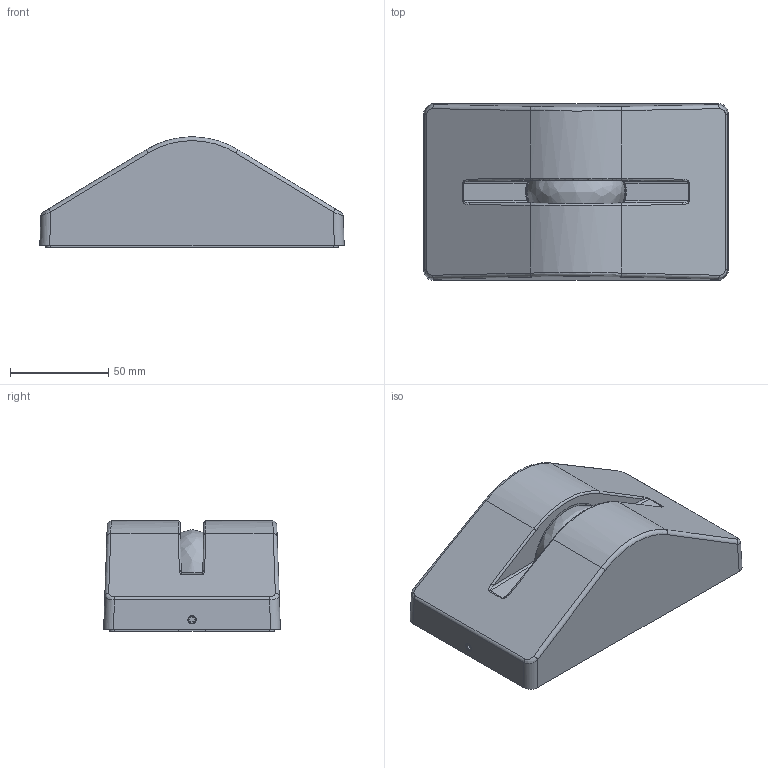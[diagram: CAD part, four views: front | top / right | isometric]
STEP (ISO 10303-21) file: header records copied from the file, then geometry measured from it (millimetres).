
FILE_DESCRIPTION(/* description */ (''),/* implementation_level */ '2;1');
FILE_NAME(/* name */ '',/* time_stamp */ '2023-03-24T08:16:21+08:00',/* author */ (''),/* organization */ (''),/* preprocessor_version */ 'ST-DEVELOPER v14',/* originating_system */ 'SIEMENS PLM Software NX 8.0',/* authorisation */ '');
FILE_SCHEMA (('AP203_CONFIGURATION_CONTROLLED_3D_DESIGN_OF_MECHANICAL_PARTS_AND_ASSEMBLIES_MIM_LF { 1 0 10303 403 2 1 2}'));
Length unit declared in the file: millimetre
Products named in the file (1): Admi1108C79100ls
Bounding box: 155.07 x 90.07 x 56.11 mm (x, y, z)
Volume: 366952.2 mm3; surface area: 100607.3 mm2
Topology: 5 solids, 5 shells, 823 faces, 2084 edges, 1295 vertices
Faces by surface type: plane 297, cylinder 213, cone 144, torus 133, bspline 34, extrusion 2
Full cylindrical faces by diameter (mm): 2.4 x8, 3.5 x4, 4.2 x2, 4.3 x2, 18 x2
Entity records: 30975 total; most frequent: CARTESIAN_POINT 11472, ORIENTED_EDGE 4064, DIRECTION 4059, EDGE_CURVE 2032, AXIS2_PLACEMENT_3D 1584, VERTEX_POINT 1281, EDGE_LOOP 916, VECTOR 891
